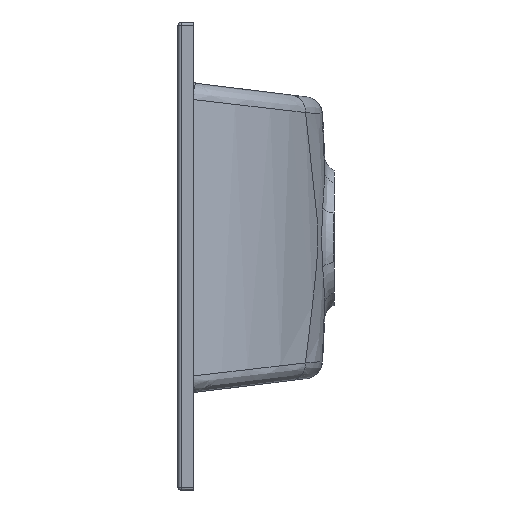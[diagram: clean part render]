
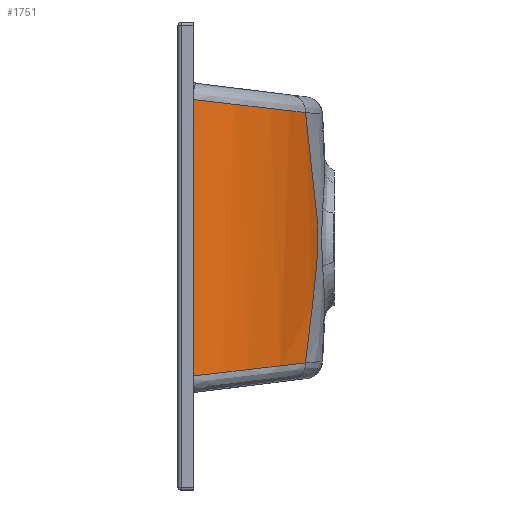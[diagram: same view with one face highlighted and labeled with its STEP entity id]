
A CAD part, left-side view. The second image highlights one B-rep face of the part: STEP entity #1751.
In plain terms, the highlighted cylindrical face has radius 311.981 mm (diameter 623.963 mm), a partial arc.
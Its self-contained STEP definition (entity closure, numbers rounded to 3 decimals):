
#2 =( BOUNDED_CURVE ( )  B_SPLINE_CURVE ( 3, ( #8109, #754, #4005, #7302 ),
 .UNSPECIFIED., .F., .T. ) 
 B_SPLINE_CURVE_WITH_KNOTS ( ( 4, 4 ),
 ( 2.182, 2.735 ),
 .UNSPECIFIED. ) 
 CURVE ( )  GEOMETRIC_REPRESENTATION_ITEM ( )  RATIONAL_B_SPLINE_CURVE ( ( 1., 0.975, 0.975, 1. ) ) 
 REPRESENTATION_ITEM ( '' )  );
#403 = ORIENTED_EDGE ( 'NONE', *, *, #2931, .F. ) ;
#459 = DIRECTION ( 'NONE',  ( -1., 0., 0. ) ) ;
#548 = CARTESIAN_POINT ( 'NONE',  ( -717.711, -124.959, 100.79 ) ) ;
#605 = CARTESIAN_POINT ( 'NONE',  ( -693.798, -133.567, 22.817 ) ) ;
#658 = ORIENTED_EDGE ( 'NONE', *, *, #7346, .F. ) ;
#661 = CARTESIAN_POINT ( 'NONE',  ( -691.595, -134.252, -12.208 ) ) ;
#715 = CARTESIAN_POINT ( 'NONE',  ( -711.247, -127.496, -79.706 ) ) ;
#754 = CARTESIAN_POINT ( 'NONE',  ( -822.022, -62.795, 127.277 ) ) ;
#1179 = EDGE_CURVE ( 'NONE', #5531, #1657, #2, .T. ) ;
#1249 = CYLINDRICAL_SURFACE ( 'NONE', #5852, 311.981 ) ;
#1402 = CARTESIAN_POINT ( 'NONE',  ( -697.207, -132.471, 35.112 ) ) ;
#1457 = CARTESIAN_POINT ( 'NONE',  ( -690.906, -134.462, -6.891 ) ) ;
#1511 = CARTESIAN_POINT ( 'NONE',  ( -703.234, -130.43, -54.423 ) ) ;
#1657 = VERTEX_POINT ( 'NONE', #4919 ) ;
#1751 = ADVANCED_FACE ( 'NONE', ( #8612 ), #1249, .T. ) ;
#2191 = CARTESIAN_POINT ( 'NONE',  ( -700.205, -131.471, 44.864 ) ) ;
#2244 = CARTESIAN_POINT ( 'NONE',  ( -690.638, -134.544, -2.873 ) ) ;
#2298 = CARTESIAN_POINT ( 'NONE',  ( -698.453, -132.059, -39.23 ) ) ;
#2518 = CARTESIAN_POINT ( 'NONE',  ( -855.444, -15.129, 132.811 ) ) ;
#2598 = CARTESIAN_POINT ( 'NONE',  ( -855.444, -15.129, -132.811 ) ) ;
#2631 = DIRECTION ( 'NONE',  ( 0., 0., 1. ) ) ;
#2931 = EDGE_CURVE ( 'NONE', #5960, #5531, #6735, .T. ) ;
#2991 = CARTESIAN_POINT ( 'NONE',  ( -707.158, -129.024, 66.731 ) ) ;
#3043 = CARTESIAN_POINT ( 'NONE',  ( -690.578, -134.562, 1.139 ) ) ;
#3104 = CARTESIAN_POINT ( 'NONE',  ( -694.749, -133.265, -26.485 ) ) ;
#3160 = CARTESIAN_POINT ( 'NONE',  ( -723.395, -122.56, -120.339 ) ) ;
#3411 = CARTESIAN_POINT ( 'NONE',  ( -723.395, -122.56, -120.339 ) ) ;
#3793 = CARTESIAN_POINT ( 'NONE',  ( -713.254, -126.722, 86.178 ) ) ;
#3851 = CARTESIAN_POINT ( 'NONE',  ( -693.193, -133.756, 20.334 ) ) ;
#3906 = CARTESIAN_POINT ( 'NONE',  ( -692.279, -134.041, -16.15 ) ) ;
#3967 = CARTESIAN_POINT ( 'NONE',  ( -712.82, -126.891, -84.77 ) ) ;
#4005 = CARTESIAN_POINT ( 'NONE',  ( -776.863, -99.535, 123.012 ) ) ;
#4344 = EDGE_CURVE ( 'NONE', #8899, #5960, #5434, .T. ) ;
#4345 = B_SPLINE_CURVE_WITH_KNOTS ( 'NONE', 3,
 ( #4603, #7897, #548, #3793, #7091, #10379, #2991, #6281, #9567, #2191, #5476, #8765, #1402, #4664, #7955, #605, #3851, #7149, #10435, #3043, #6335, #9622, #2244, #5534, #8822, #1457, #4724, #8012, #661, #3906, #7205, #10492, #3104, #6391, #9680, #2298, #5589, #8878, #1511, #4776, #8066, #715, #3967, #7264, #10547, #3160 ),
 .UNSPECIFIED., .F., .F.,
 ( 4, 2, 2, 2, 2, 2, 2, 2, 2, 2, 2, 2, 2, 2, 2, 2, 2, 2, 2, 2, 2, 2, 4 ),
 ( 0., 0.031, 0.046, 0.061, 0.077, 0.085, 0.092, 0.1, 0.108, 0.123, 0.127, 0.129, 0.131, 0.134, 0.138, 0.146, 0.154, 0.161, 0.169, 0.184, 0.2, 0.215, 0.246 ),
 .UNSPECIFIED. ) ;
#4511 = CARTESIAN_POINT ( 'NONE',  ( -600., 163.981, -137.5 ) ) ;
#4603 = CARTESIAN_POINT ( 'NONE',  ( -723.395, -122.56, 120.339 ) ) ;
#4664 = CARTESIAN_POINT ( 'NONE',  ( -695.781, -132.934, 30.213 ) ) ;
#4724 = CARTESIAN_POINT ( 'NONE',  ( -691.047, -134.419, -8.228 ) ) ;
#4776 = CARTESIAN_POINT ( 'NONE',  ( -706.458, -129.279, -64.533 ) ) ;
#4841 = ORIENTED_EDGE ( 'NONE', *, *, #4344, .F. ) ;
#4890 = EDGE_LOOP ( 'NONE', ( #4841, #658, #6484, #403 ) ) ;
#4919 = CARTESIAN_POINT ( 'NONE',  ( -723.395, -122.56, 120.339 ) ) ;
#5434 =( BOUNDED_CURVE ( )  B_SPLINE_CURVE ( 3, ( #3411, #6702, #9990, #2598 ),
 .UNSPECIFIED., .F., .F. ) 
 B_SPLINE_CURVE_WITH_KNOTS ( ( 4, 4 ),
 ( 0.407, 0.959 ),
 .UNSPECIFIED. ) 
 CURVE ( )  GEOMETRIC_REPRESENTATION_ITEM ( )  RATIONAL_B_SPLINE_CURVE ( ( 1., 0.975, 0.975, 1. ) ) 
 REPRESENTATION_ITEM ( '' )  );
#5476 = CARTESIAN_POINT ( 'NONE',  ( -699.443, -131.728, 42.43 ) ) ;
#5531 = VERTEX_POINT ( 'NONE', #2518 ) ;
#5534 = CARTESIAN_POINT ( 'NONE',  ( -690.705, -134.523, -4.214 ) ) ;
#5589 = CARTESIAN_POINT ( 'NONE',  ( -699.237, -131.797, -41.767 ) ) ;
#5852 = AXIS2_PLACEMENT_3D ( 'NONE', #4511, #7805, #459 ) ;
#5960 = VERTEX_POINT ( 'NONE', #6310 ) ;
#6281 = CARTESIAN_POINT ( 'NONE',  ( -704.062, -130.138, 57.016 ) ) ;
#6310 = CARTESIAN_POINT ( 'NONE',  ( -855.444, -15.129, -132.811 ) ) ;
#6335 = CARTESIAN_POINT ( 'NONE',  ( -690.569, -134.565, -0.19 ) ) ;
#6391 = CARTESIAN_POINT ( 'NONE',  ( -696.174, -132.807, -31.599 ) ) ;
#6484 = ORIENTED_EDGE ( 'NONE', *, *, #1179, .F. ) ;
#6702 = CARTESIAN_POINT ( 'NONE',  ( -776.863, -99.535, -123.012 ) ) ;
#6735 = LINE ( 'NONE', #10021, #8070 ) ;
#7091 = CARTESIAN_POINT ( 'NONE',  ( -711.747, -127.305, 81.312 ) ) ;
#7149 = CARTESIAN_POINT ( 'NONE',  ( -691.592, -134.254, 12.822 ) ) ;
#7205 = CARTESIAN_POINT ( 'NONE',  ( -692.836, -133.868, -18.75 ) ) ;
#7241 = CARTESIAN_POINT ( 'NONE',  ( -723.395, -122.56, -120.339 ) ) ;
#7264 = CARTESIAN_POINT ( 'NONE',  ( -717.471, -125.058, -99.98 ) ) ;
#7302 = CARTESIAN_POINT ( 'NONE',  ( -723.395, -122.56, 120.339 ) ) ;
#7346 = EDGE_CURVE ( 'NONE', #1657, #8899, #4345, .T. ) ;
#7805 = DIRECTION ( 'NONE',  ( 0., 0., 1. ) ) ;
#7897 = CARTESIAN_POINT ( 'NONE',  ( -720.598, -123.765, 110.553 ) ) ;
#7955 = CARTESIAN_POINT ( 'NONE',  ( -695.092, -133.156, 27.756 ) ) ;
#8012 = CARTESIAN_POINT ( 'NONE',  ( -691.391, -134.314, -10.887 ) ) ;
#8066 = CARTESIAN_POINT ( 'NONE',  ( -708.067, -128.691, -69.588 ) ) ;
#8070 = VECTOR ( 'NONE', #2631, 1000. ) ;
#8109 = CARTESIAN_POINT ( 'NONE',  ( -855.444, -15.129, 132.811 ) ) ;
#8612 = FACE_OUTER_BOUND ( 'NONE', #4890, .T. ) ;
#8765 = CARTESIAN_POINT ( 'NONE',  ( -697.944, -132.228, 37.554 ) ) ;
#8822 = CARTESIAN_POINT ( 'NONE',  ( -690.749, -134.51, -4.883 ) ) ;
#8878 = CARTESIAN_POINT ( 'NONE',  ( -701.616, -130.992, -49.368 ) ) ;
#8899 = VERTEX_POINT ( 'NONE', #7241 ) ;
#9567 = CARTESIAN_POINT ( 'NONE',  ( -702.507, -130.684, 52.16 ) ) ;
#9622 = CARTESIAN_POINT ( 'NONE',  ( -690.613, -134.551, -2.2 ) ) ;
#9680 = CARTESIAN_POINT ( 'NONE',  ( -696.922, -132.564, -34.146 ) ) ;
#9990 = CARTESIAN_POINT ( 'NONE',  ( -822.022, -62.795, -127.277 ) ) ;
#10021 = CARTESIAN_POINT ( 'NONE',  ( -855.444, -15.129, -137.5 ) ) ;
#10379 = CARTESIAN_POINT ( 'NONE',  ( -708.699, -128.456, 71.588 ) ) ;
#10435 = CARTESIAN_POINT ( 'NONE',  ( -690.81, -134.491, 7.728 ) ) ;
#10492 = CARTESIAN_POINT ( 'NONE',  ( -694.07, -133.48, -23.918 ) ) ;
#10547 = CARTESIAN_POINT ( 'NONE',  ( -720.481, -123.815, -110.145 ) ) ;
